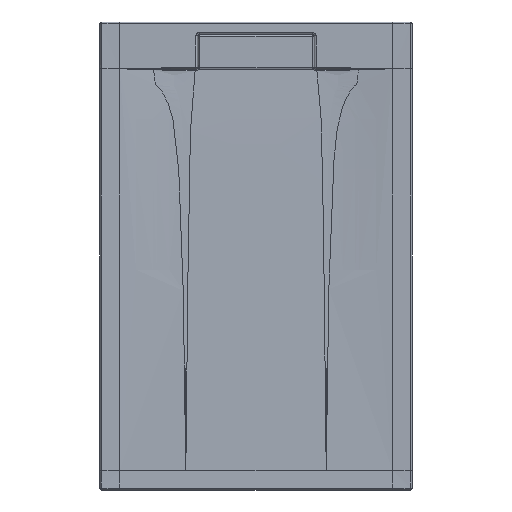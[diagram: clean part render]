
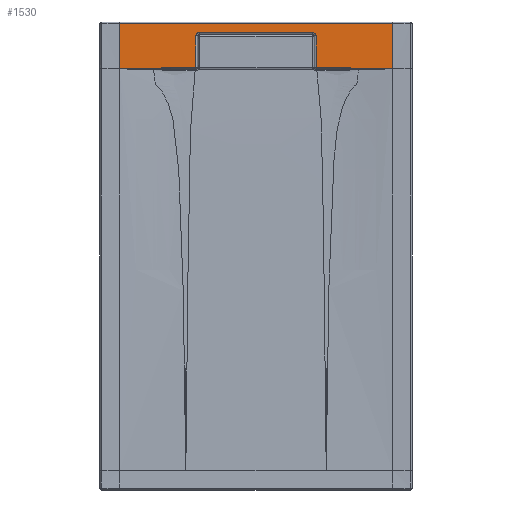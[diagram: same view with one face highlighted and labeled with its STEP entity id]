
A CAD part, top view. The second image highlights one B-rep face of the part: STEP entity #1530.
In plain terms, the highlighted planar face has unit normal (0, -0.008, 1).
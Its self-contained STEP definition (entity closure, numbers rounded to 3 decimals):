
#163=(
BOUNDED_CURVE()
B_SPLINE_CURVE(3,(#16741,#16742,#16743,#16744),.UNSPECIFIED.,.F.,.F.)
B_SPLINE_CURVE_WITH_KNOTS((4,4),(0.,1.),.UNSPECIFIED.)
CURVE()
GEOMETRIC_REPRESENTATION_ITEM()
RATIONAL_B_SPLINE_CURVE((1.,1.,1.,1.))
REPRESENTATION_ITEM('')
);
#164=(
BOUNDED_CURVE()
B_SPLINE_CURVE(3,(#16758,#16759,#16760,#16761),.UNSPECIFIED.,.F.,.F.)
B_SPLINE_CURVE_WITH_KNOTS((4,4),(0.,1.),.UNSPECIFIED.)
CURVE()
GEOMETRIC_REPRESENTATION_ITEM()
RATIONAL_B_SPLINE_CURVE((1.,1.,1.,1.))
REPRESENTATION_ITEM('')
);
#223=ELLIPSE('',#10951,8.004,8.);
#224=ELLIPSE('',#10952,8.004,8.);
#1530=ADVANCED_FACE('',(#2343),#2235,.F.);
#2235=PLANE('',#10953);
#2343=FACE_OUTER_BOUND('',#3086,.T.);
#3086=EDGE_LOOP('',(#5043,#5044,#5045,#5046,#5047,#5048,#5049,#5050,#5051,
#5052));
#4020=B_SPLINE_CURVE_WITH_KNOTS('',3,(#16746,#16747,#16748,#16749),
 .UNSPECIFIED.,.F.,.F.,(4,4),(0.,1.),.UNSPECIFIED.);
#4021=B_SPLINE_CURVE_WITH_KNOTS('',3,(#16753,#16754,#16755,#16756),
 .UNSPECIFIED.,.F.,.F.,(4,4),(0.,1.),.UNSPECIFIED.);
#5043=ORIENTED_EDGE('',*,*,#9147,.T.);
#5044=ORIENTED_EDGE('',*,*,#9148,.T.);
#5045=ORIENTED_EDGE('',*,*,#9149,.T.);
#5046=ORIENTED_EDGE('',*,*,#9150,.T.);
#5047=ORIENTED_EDGE('',*,*,#9151,.T.);
#5048=ORIENTED_EDGE('',*,*,#9152,.T.);
#5049=ORIENTED_EDGE('',*,*,#9153,.T.);
#5050=ORIENTED_EDGE('',*,*,#9154,.T.);
#5051=ORIENTED_EDGE('',*,*,#9155,.T.);
#5052=ORIENTED_EDGE('',*,*,#9156,.T.);
#8153=VERTEX_POINT('',#16735);
#8154=VERTEX_POINT('',#16736);
#8155=VERTEX_POINT('',#16738);
#8156=VERTEX_POINT('',#16740);
#8157=VERTEX_POINT('',#16745);
#8158=VERTEX_POINT('',#16750);
#8159=VERTEX_POINT('',#16752);
#8160=VERTEX_POINT('',#16757);
#8161=VERTEX_POINT('',#16762);
#8162=VERTEX_POINT('',#16764);
#9147=EDGE_CURVE('',#8153,#8154,#10440,.T.);
#9148=EDGE_CURVE('',#8154,#8155,#223,.T.);
#9149=EDGE_CURVE('',#8155,#8156,#10441,.T.);
#9150=EDGE_CURVE('',#8156,#8157,#163,.T.);
#9151=EDGE_CURVE('',#8157,#8158,#4020,.T.);
#9152=EDGE_CURVE('',#8158,#8159,#10442,.T.);
#9153=EDGE_CURVE('',#8159,#8160,#4021,.T.);
#9154=EDGE_CURVE('',#8160,#8161,#164,.T.);
#9155=EDGE_CURVE('',#8161,#8162,#10443,.T.);
#9156=EDGE_CURVE('',#8162,#8153,#224,.T.);
#10440=LINE('',#16734,#10670);
#10441=LINE('',#16739,#10671);
#10442=LINE('',#16751,#10672);
#10443=LINE('',#16763,#10673);
#10670=VECTOR('',#12109,1.);
#10671=VECTOR('',#12112,1.);
#10672=VECTOR('',#12113,1.);
#10673=VECTOR('',#12114,1.);
#10951=AXIS2_PLACEMENT_3D('',#16737,#12110,#12111);
#10952=AXIS2_PLACEMENT_3D('',#16765,#12115,#12116);
#10953=AXIS2_PLACEMENT_3D('',#16766,#12117,#12118);
#12109=DIRECTION('',(1.,0.,0.));
#12110=DIRECTION('',(0.,0.008,-1.));
#12111=DIRECTION('',(0.56,0.828,0.007));
#12112=DIRECTION('',(0.,-1.,-0.008));
#12113=DIRECTION('',(-1.,0.,0.));
#12114=DIRECTION('',(0.,1.,0.008));
#12115=DIRECTION('',(0.,0.008,-1.));
#12116=DIRECTION('',(-0.56,0.828,0.007));
#12117=DIRECTION('',(0.,0.008,-1.));
#12118=DIRECTION('',(-1.,0.,0.));
#16734=CARTESIAN_POINT('',(0.,422.446,29.77));
#16735=CARTESIAN_POINT('',(-145.933,422.446,29.77));
#16736=CARTESIAN_POINT('',(145.933,422.446,29.77));
#16737=CARTESIAN_POINT('',(145.93,414.444,29.704));
#16738=CARTESIAN_POINT('',(153.931,414.447,29.704));
#16739=CARTESIAN_POINT('',(153.931,450.,30.));
#16740=CARTESIAN_POINT('',(153.931,333.635,29.03));
#16741=CARTESIAN_POINT('',(153.931,333.635,29.03));
#16742=CARTESIAN_POINT('',(219.287,333.635,29.03));
#16743=CARTESIAN_POINT('',(284.644,331.817,29.015));
#16744=CARTESIAN_POINT('',(350.,330.,29.));
#16745=CARTESIAN_POINT('',(350.,330.,29.));
#16746=CARTESIAN_POINT('',(350.,330.,29.));
#16747=CARTESIAN_POINT('',(350.,368.504,29.321));
#16748=CARTESIAN_POINT('',(350.,407.009,29.642));
#16749=CARTESIAN_POINT('',(350.,445.513,29.963));
#16750=CARTESIAN_POINT('',(350.,445.513,29.963));
#16751=CARTESIAN_POINT('',(-350.,445.513,29.963));
#16752=CARTESIAN_POINT('',(-350.,445.513,29.963));
#16753=CARTESIAN_POINT('',(-350.,445.513,29.963));
#16754=CARTESIAN_POINT('',(-350.,407.009,29.642));
#16755=CARTESIAN_POINT('',(-350.,368.504,29.321));
#16756=CARTESIAN_POINT('',(-350.,330.,29.));
#16757=CARTESIAN_POINT('',(-350.,330.,29.));
#16758=CARTESIAN_POINT('',(-350.,330.,29.));
#16759=CARTESIAN_POINT('',(-284.644,331.817,29.015));
#16760=CARTESIAN_POINT('',(-219.287,333.635,29.03));
#16761=CARTESIAN_POINT('',(-153.931,333.635,29.03));
#16762=CARTESIAN_POINT('',(-153.931,333.635,29.03));
#16763=CARTESIAN_POINT('',(-153.931,450.,30.));
#16764=CARTESIAN_POINT('',(-153.931,414.447,29.704));
#16765=CARTESIAN_POINT('',(-145.93,414.444,29.704));
#16766=CARTESIAN_POINT('',(0.,450.,30.));
